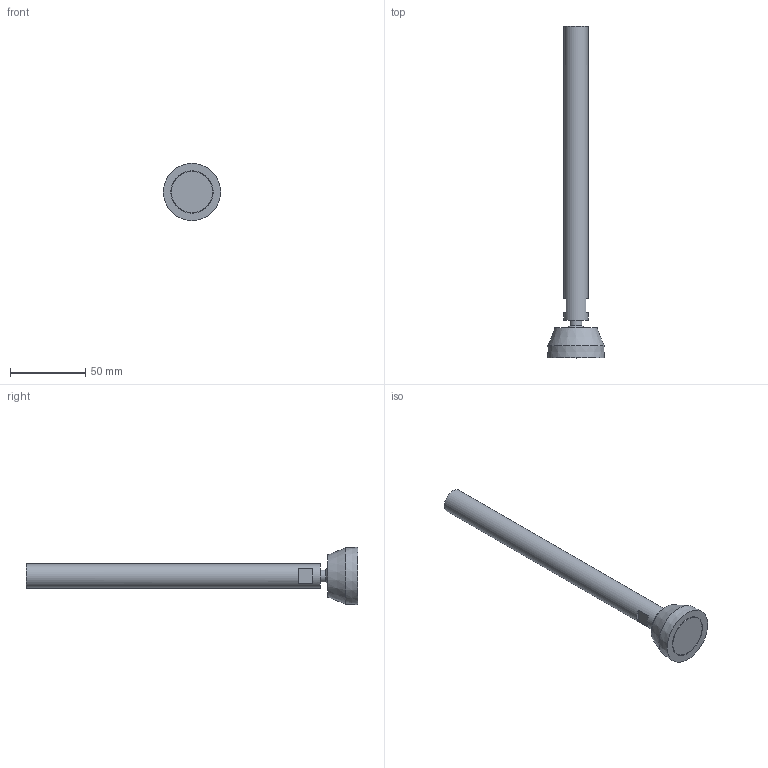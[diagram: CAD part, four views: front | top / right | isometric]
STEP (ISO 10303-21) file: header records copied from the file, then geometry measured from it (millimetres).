
FILE_DESCRIPTION (( 'STEP AP203' ), '1' );
FILE_NAME ('PFBx8 - PFB38-M16-L200-B15.STEP', '2024-09-17T08:39:53', ( '' ), ( '' ), 'SwSTEP 2.0', 'SolidWorks 2024', '' );
FILE_SCHEMA (( 'CONFIG_CONTROL_DESIGN' ));
Length unit declared in the file: millimetre
Products named in the file (1): PFBx8 - PFB38-M16-L200-B15
Bounding box: 38 x 220 x 38 mm (x, y, z)
Volume: 58387.3 mm3; surface area: 14703.9 mm2
Topology: 2 solids, 2 shells, 22 faces, 35 edges, 23 vertices
Faces by surface type: plane 12, cylinder 4, cone 3, sphere 2, torus 1
Full cylindrical faces by diameter (mm): 7.796 x1, 16 x1, 27.5 x1, 28 x1
Entity records: 549 total; most frequent: DIRECTION 92, CARTESIAN_POINT 73, ORIENTED_EDGE 54, AXIS2_PLACEMENT_3D 42, EDGE_LOOP 38, FACE_OUTER_BOUND 29, EDGE_CURVE 27, VERTEX_POINT 23
